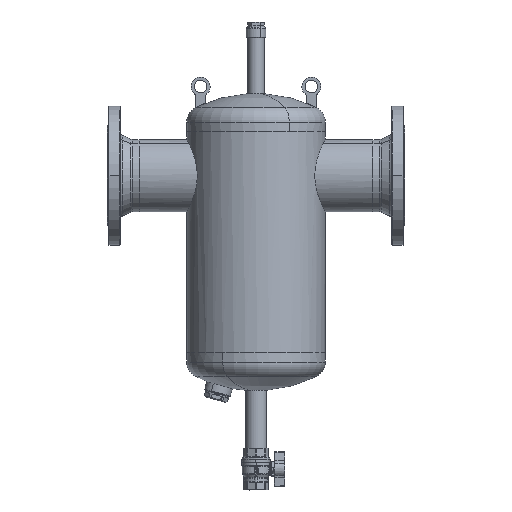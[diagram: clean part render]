
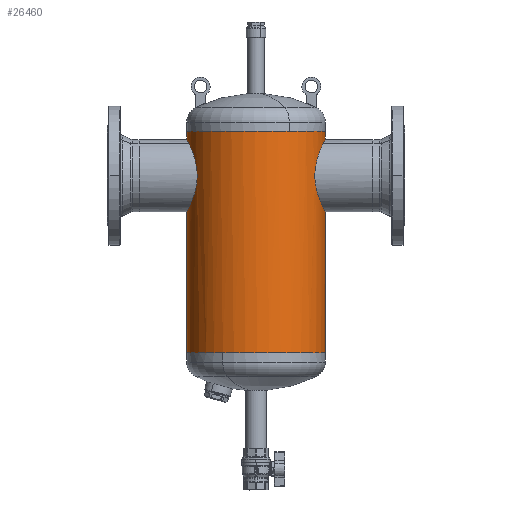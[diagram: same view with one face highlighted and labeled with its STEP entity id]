
A CAD part, front view. The second image highlights one B-rep face of the part: STEP entity #26460.
In plain terms, the highlighted cylindrical face has radius 109.5 mm (diameter 219 mm), a partial arc.
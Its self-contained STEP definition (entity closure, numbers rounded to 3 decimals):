
#26198=CARTESIAN_POINT('Line Origine',(109.5,0.,175.)) ;
#26202=CARTESIAN_POINT('Vertex',(109.5,0.,0.)) ;
#26204=CARTESIAN_POINT('Vertex',(109.5,0.,222.2)) ;
#26218=CARTESIAN_POINT('Vertex',(-109.5,0.,0.)) ;
#26221=CARTESIAN_POINT('Line Origine',(-109.5,0.,175.)) ;
#26225=CARTESIAN_POINT('Vertex',(-109.5,0.,222.2)) ;
#26263=CARTESIAN_POINT('Vertex',(-109.5,0.,337.8)) ;
#26266=CARTESIAN_POINT('Line Origine',(-109.5,0.,175.)) ;
#26270=CARTESIAN_POINT('Vertex',(-109.5,0.,350.)) ;
#26284=CARTESIAN_POINT('Vertex',(109.5,0.,350.)) ;
#26287=CARTESIAN_POINT('Line Origine',(109.5,0.,175.)) ;
#26291=CARTESIAN_POINT('Vertex',(109.5,0.,337.8)) ;
#26345=CARTESIAN_POINT('Axis2P3D Location',(0.,0.,175.)) ;
#26350=CARTESIAN_POINT('Axis2P3D Location',(0.,0.,0.)) ;
#26354=CARTESIAN_POINT('Vertex',(-52.497,-96.095,0.)) ;
#26357=CARTESIAN_POINT('Axis2P3D Location',(0.,0.,0.)) ;
#26363=CARTESIAN_POINT('Control Point',(93.002,-57.8,280.)) ;
#26364=CARTESIAN_POINT('Control Point',(93.002,-57.8,276.958)) ;
#26365=CARTESIAN_POINT('Control Point',(93.127,-57.6,273.916)) ;
#26366=CARTESIAN_POINT('Control Point',(93.375,-57.2,270.899)) ;
#26367=CARTESIAN_POINT('Control Point',(94.433,-55.469,262.247)) ;
#26368=CARTESIAN_POINT('Control Point',(96.328,-52.168,254.15)) ;
#26369=CARTESIAN_POINT('Control Point',(97.824,-49.388,249.192)) ;
#26370=CARTESIAN_POINT('Control Point',(100.367,-44.112,241.967)) ;
#26371=CARTESIAN_POINT('Control Point',(102.898,-37.586,235.905)) ;
#26372=CARTESIAN_POINT('Control Point',(103.809,-35.012,233.833)) ;
#26373=CARTESIAN_POINT('Control Point',(106.253,-27.31,228.493)) ;
#26374=CARTESIAN_POINT('Control Point',(108.164,-18.528,224.73)) ;
#26375=CARTESIAN_POINT('Control Point',(109.055,-12.485,223.043)) ;
#26376=CARTESIAN_POINT('Control Point',(109.5,-6.242,222.2)) ;
#26377=CARTESIAN_POINT('Control Point',(109.5,0.,222.2)) ;
#26378=CARTESIAN_POINT('Vertex',(93.002,-57.8,280.)) ;
#26382=CARTESIAN_POINT('Control Point',(93.002,-57.8,280.)) ;
#26383=CARTESIAN_POINT('Control Point',(93.002,-57.8,283.042)) ;
#26384=CARTESIAN_POINT('Control Point',(93.127,-57.6,286.084)) ;
#26385=CARTESIAN_POINT('Control Point',(93.375,-57.2,289.101)) ;
#26386=CARTESIAN_POINT('Control Point',(94.433,-55.469,297.753)) ;
#26387=CARTESIAN_POINT('Control Point',(96.328,-52.168,305.85)) ;
#26388=CARTESIAN_POINT('Control Point',(97.824,-49.388,310.808)) ;
#26389=CARTESIAN_POINT('Control Point',(100.367,-44.112,318.033)) ;
#26390=CARTESIAN_POINT('Control Point',(102.898,-37.586,324.095)) ;
#26391=CARTESIAN_POINT('Control Point',(103.809,-35.012,326.167)) ;
#26392=CARTESIAN_POINT('Control Point',(106.253,-27.31,331.507)) ;
#26393=CARTESIAN_POINT('Control Point',(108.164,-18.528,335.27)) ;
#26394=CARTESIAN_POINT('Control Point',(109.055,-12.485,336.957)) ;
#26395=CARTESIAN_POINT('Control Point',(109.5,-6.242,337.8)) ;
#26396=CARTESIAN_POINT('Control Point',(109.5,0.,337.8)) ;
#26398=CARTESIAN_POINT('Axis2P3D Location',(0.,0.,350.)) ;
#26402=CARTESIAN_POINT('Vertex',(52.497,-96.095,350.)) ;
#26405=CARTESIAN_POINT('Axis2P3D Location',(0.,0.,350.)) ;
#26411=CARTESIAN_POINT('Control Point',(-93.002,-57.8,280.)) ;
#26412=CARTESIAN_POINT('Control Point',(-93.002,-57.8,283.042)) ;
#26413=CARTESIAN_POINT('Control Point',(-93.127,-57.6,286.084)) ;
#26414=CARTESIAN_POINT('Control Point',(-93.375,-57.2,289.101)) ;
#26415=CARTESIAN_POINT('Control Point',(-94.433,-55.469,297.753)) ;
#26416=CARTESIAN_POINT('Control Point',(-96.328,-52.168,305.85)) ;
#26417=CARTESIAN_POINT('Control Point',(-97.824,-49.388,310.808)) ;
#26418=CARTESIAN_POINT('Control Point',(-100.367,-44.112,318.033)) ;
#26419=CARTESIAN_POINT('Control Point',(-102.898,-37.586,324.095)) ;
#26420=CARTESIAN_POINT('Control Point',(-103.809,-35.012,326.167)) ;
#26421=CARTESIAN_POINT('Control Point',(-106.253,-27.31,331.507)) ;
#26422=CARTESIAN_POINT('Control Point',(-108.164,-18.528,335.27)) ;
#26423=CARTESIAN_POINT('Control Point',(-109.055,-12.485,336.957)) ;
#26424=CARTESIAN_POINT('Control Point',(-109.5,-6.242,337.8)) ;
#26425=CARTESIAN_POINT('Control Point',(-109.5,0.,337.8)) ;
#26426=CARTESIAN_POINT('Vertex',(-93.002,-57.8,280.)) ;
#26430=CARTESIAN_POINT('Control Point',(-93.002,-57.8,280.)) ;
#26431=CARTESIAN_POINT('Control Point',(-93.002,-57.8,276.958)) ;
#26432=CARTESIAN_POINT('Control Point',(-93.127,-57.6,273.916)) ;
#26433=CARTESIAN_POINT('Control Point',(-93.375,-57.2,270.899)) ;
#26434=CARTESIAN_POINT('Control Point',(-94.433,-55.469,262.247)) ;
#26435=CARTESIAN_POINT('Control Point',(-96.328,-52.168,254.15)) ;
#26436=CARTESIAN_POINT('Control Point',(-97.824,-49.388,249.192)) ;
#26437=CARTESIAN_POINT('Control Point',(-100.367,-44.112,241.967)) ;
#26438=CARTESIAN_POINT('Control Point',(-102.898,-37.586,235.905)) ;
#26439=CARTESIAN_POINT('Control Point',(-103.809,-35.012,233.833)) ;
#26440=CARTESIAN_POINT('Control Point',(-106.253,-27.31,228.493)) ;
#26441=CARTESIAN_POINT('Control Point',(-108.164,-18.528,224.73)) ;
#26442=CARTESIAN_POINT('Control Point',(-109.055,-12.485,223.043)) ;
#26443=CARTESIAN_POINT('Control Point',(-109.5,-6.242,222.2)) ;
#26444=CARTESIAN_POINT('Control Point',(-109.5,0.,222.2)) ;
#26200=VECTOR('Line Direction',#26199,1.) ;
#26223=VECTOR('Line Direction',#26222,1.) ;
#26268=VECTOR('Line Direction',#26267,1.) ;
#26289=VECTOR('Line Direction',#26288,1.) ;
#26199=DIRECTION('Vector Direction',(0.,0.,1.)) ;
#26222=DIRECTION('Vector Direction',(0.,0.,1.)) ;
#26267=DIRECTION('Vector Direction',(0.,0.,1.)) ;
#26288=DIRECTION('Vector Direction',(0.,0.,1.)) ;
#26346=DIRECTION('Axis2P3D Direction',(0.,0.,1.)) ;
#26347=DIRECTION('Axis2P3D XDirection',(-1.,0.,-0.)) ;
#26351=DIRECTION('Axis2P3D Direction',(0.,0.,1.)) ;
#26358=DIRECTION('Axis2P3D Direction',(0.,0.,1.)) ;
#26399=DIRECTION('Axis2P3D Direction',(0.,0.,1.)) ;
#26406=DIRECTION('Axis2P3D Direction',(0.,0.,1.)) ;
#26348=AXIS2_PLACEMENT_3D('Cylinder Axis2P3D',#26345,#26346,#26347) ;
#26352=AXIS2_PLACEMENT_3D('Circle Axis2P3D',#26350,#26351,$) ;
#26359=AXIS2_PLACEMENT_3D('Circle Axis2P3D',#26357,#26358,$) ;
#26400=AXIS2_PLACEMENT_3D('Circle Axis2P3D',#26398,#26399,$) ;
#26407=AXIS2_PLACEMENT_3D('Circle Axis2P3D',#26405,#26406,$) ;
#26201=LINE('Line',#26198,#26200) ;
#26224=LINE('Line',#26221,#26223) ;
#26269=LINE('Line',#26266,#26268) ;
#26290=LINE('Line',#26287,#26289) ;
#26353=CIRCLE('generated circle',#26352,109.5) ;
#26360=CIRCLE('generated circle',#26359,109.5) ;
#26401=CIRCLE('generated circle',#26400,109.5) ;
#26408=CIRCLE('generated circle',#26407,109.5) ;
#26349=CYLINDRICAL_SURFACE('generated cylinder',#26348,109.5) ;
#26206=EDGE_CURVE('',#26203,#26205,#26201,.T.) ;
#26227=EDGE_CURVE('',#26219,#26226,#26224,.T.) ;
#26272=EDGE_CURVE('',#26264,#26271,#26269,.T.) ;
#26293=EDGE_CURVE('',#26292,#26285,#26290,.T.) ;
#26356=EDGE_CURVE('',#26355,#26219,#26353,.F.) ;
#26361=EDGE_CURVE('',#26355,#26203,#26360,.T.) ;
#26380=EDGE_CURVE('',#26379,#26205,#26362,.T.) ;
#26397=EDGE_CURVE('',#26379,#26292,#26381,.T.) ;
#26404=EDGE_CURVE('',#26403,#26285,#26401,.T.) ;
#26409=EDGE_CURVE('',#26271,#26403,#26408,.T.) ;
#26428=EDGE_CURVE('',#26427,#26264,#26410,.T.) ;
#26445=EDGE_CURVE('',#26427,#26226,#26429,.T.) ;
#26447=ORIENTED_EDGE('',*,*,#26227,.F.) ;
#26448=ORIENTED_EDGE('',*,*,#26356,.F.) ;
#26449=ORIENTED_EDGE('',*,*,#26361,.T.) ;
#26450=ORIENTED_EDGE('',*,*,#26206,.T.) ;
#26451=ORIENTED_EDGE('',*,*,#26380,.F.) ;
#26452=ORIENTED_EDGE('',*,*,#26397,.T.) ;
#26453=ORIENTED_EDGE('',*,*,#26293,.T.) ;
#26454=ORIENTED_EDGE('',*,*,#26404,.F.) ;
#26455=ORIENTED_EDGE('',*,*,#26409,.F.) ;
#26456=ORIENTED_EDGE('',*,*,#26272,.F.) ;
#26457=ORIENTED_EDGE('',*,*,#26428,.F.) ;
#26458=ORIENTED_EDGE('',*,*,#26445,.T.) ;
#26446=EDGE_LOOP('',(#26447,#26448,#26449,#26450,#26451,#26452,#26453,#26454,#26455,#26456,#26457,#26458)) ;
#26203=VERTEX_POINT('',#26202) ;
#26205=VERTEX_POINT('',#26204) ;
#26219=VERTEX_POINT('',#26218) ;
#26226=VERTEX_POINT('',#26225) ;
#26264=VERTEX_POINT('',#26263) ;
#26271=VERTEX_POINT('',#26270) ;
#26285=VERTEX_POINT('',#26284) ;
#26292=VERTEX_POINT('',#26291) ;
#26355=VERTEX_POINT('',#26354) ;
#26379=VERTEX_POINT('',#26378) ;
#26403=VERTEX_POINT('',#26402) ;
#26427=VERTEX_POINT('',#26426) ;
#26460=ADVANCED_FACE('49625.1\\39716_00.1',(#26459),#26349,.T.) ;
#26362=B_SPLINE_CURVE_WITH_KNOTS('',5,(#26363,#26364,#26365,#26366,#26367,#26368,#26369,#26370,#26371,#26372,#26373,#26374,#26375,#26376,#26377),.UNSPECIFIED.,.F.,.U.,(6,3,3,3,6),(0.,21.511,62.674,86.834,130.975),.UNSPECIFIED.) ;
#26381=B_SPLINE_CURVE_WITH_KNOTS('',5,(#26382,#26383,#26384,#26385,#26386,#26387,#26388,#26389,#26390,#26391,#26392,#26393,#26394,#26395,#26396),.UNSPECIFIED.,.F.,.U.,(6,3,3,3,6),(0.,21.511,62.674,86.834,130.975),.UNSPECIFIED.) ;
#26410=B_SPLINE_CURVE_WITH_KNOTS('',5,(#26411,#26412,#26413,#26414,#26415,#26416,#26417,#26418,#26419,#26420,#26421,#26422,#26423,#26424,#26425),.UNSPECIFIED.,.F.,.U.,(6,3,3,3,6),(0.,21.511,62.674,86.834,130.975),.UNSPECIFIED.) ;
#26429=B_SPLINE_CURVE_WITH_KNOTS('',5,(#26430,#26431,#26432,#26433,#26434,#26435,#26436,#26437,#26438,#26439,#26440,#26441,#26442,#26443,#26444),.UNSPECIFIED.,.F.,.U.,(6,3,3,3,6),(0.,21.511,62.674,86.834,130.975),.UNSPECIFIED.) ;
#26459=FACE_OUTER_BOUND('',#26446,.T.) ;
